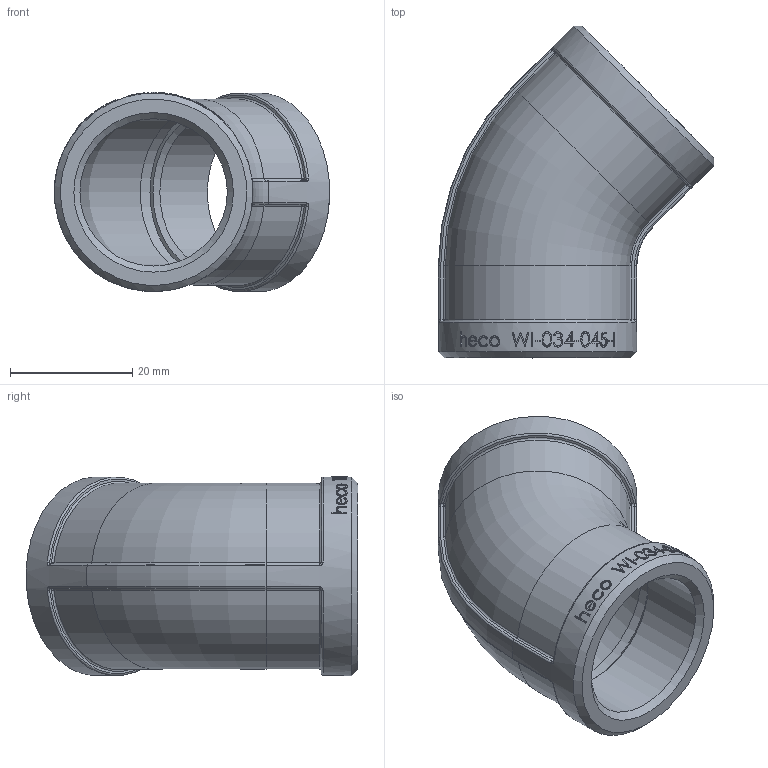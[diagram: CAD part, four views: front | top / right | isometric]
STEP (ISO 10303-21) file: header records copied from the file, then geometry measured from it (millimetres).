
FILE_DESCRIPTION (( 'STEP AP214' ), '1' );
FILE_NAME ('heco_WI-034-045-I.STEP', '2015-11-02T13:12:43', ( 'test' ), ( '' ), 'SwSTEP 2.0', 'SolidWorks 2011', '' );
FILE_SCHEMA (( 'AUTOMOTIVE_DESIGN' ));
Length unit declared in the file: millimetre
Products named in the file (1): heco_WI-034-045-I
Bounding box: 45.04 x 54.3 x 32.59 mm (x, y, z)
Volume: 12029.8 mm3; surface area: 9850.7 mm2
Topology: 1 solids, 1 shells, 269 faces, 665 edges, 422 vertices
Faces by surface type: bspline 100, plane 78, cylinder 56, torus 21, sphere 8, cone 6
Full cylindrical faces by diameter (mm): 24.117 x2, 27.1 x2, 32.5 x2
Entity records: 20918 total; most frequent: CARTESIAN_POINT 12437, ORIENTED_EDGE 1298, DIRECTION 829, EDGE_CURVE 649, VERTEX_POINT 418, AXIS2_PLACEMENT_3D 340, B_SPLINE_CURVE_WITH_KNOTS 330, EDGE_LOOP 307
